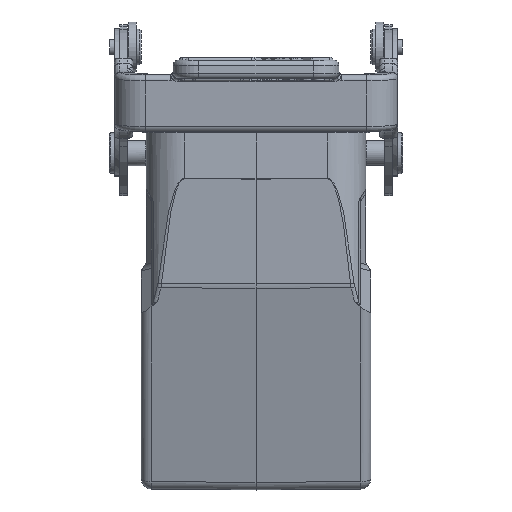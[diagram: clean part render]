
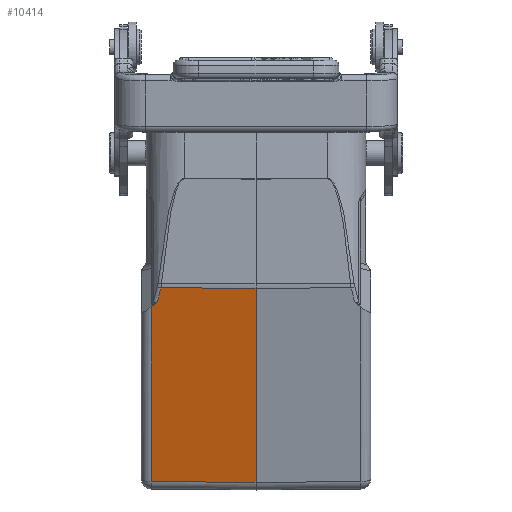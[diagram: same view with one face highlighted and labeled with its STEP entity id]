
A CAD part, left-side view. The second image highlights one B-rep face of the part: STEP entity #10414.
In plain terms, the highlighted planar face has unit normal (-0.966, 0.009, -0.259).
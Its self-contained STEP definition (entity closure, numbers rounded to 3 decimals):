
#8573=PLANE('',#37418);
#10414=ADVANCED_FACE('',(#12298),#8573,.T.);
#12298=FACE_OUTER_BOUND('',#14163,.T.);
#14163=EDGE_LOOP('',(#27650,#27651,#27652,#27653,#27654,#27655));
#14520=CIRCLE('',#35892,46.25);
#16223=LINE('',#50190,#18595);
#16311=LINE('',#50780,#18683);
#16318=LINE('',#50864,#18690);
#17444=LINE('',#59672,#19855);
#17445=LINE('',#59674,#19856);
#18595=VECTOR('',#40346,1.);
#18683=VECTOR('',#40650,1.);
#18690=VECTOR('',#40681,1.);
#19855=VECTOR('',#44876,1.);
#19856=VECTOR('',#44879,1.);
#27650=ORIENTED_EDGE('',*,*,#32141,.T.);
#27651=ORIENTED_EDGE('',*,*,#32124,.F.);
#27652=ORIENTED_EDGE('',*,*,#32122,.F.);
#27653=ORIENTED_EDGE('',*,*,#31956,.T.);
#27654=ORIENTED_EDGE('',*,*,#34270,.F.);
#27655=ORIENTED_EDGE('',*,*,#34271,.T.);
#28884=VERTEX_POINT('',#50184);
#28886=VERTEX_POINT('',#50191);
#28992=VERTEX_POINT('',#50781);
#28993=VERTEX_POINT('',#50788);
#29004=VERTEX_POINT('',#50865);
#30340=VERTEX_POINT('',#59669);
#31956=EDGE_CURVE('',#28886,#28884,#16223,.T.);
#32122=EDGE_CURVE('',#28886,#28992,#16311,.T.);
#32124=EDGE_CURVE('',#28992,#28993,#14520,.T.);
#32141=EDGE_CURVE('',#29004,#28993,#16318,.T.);
#34270=EDGE_CURVE('',#30340,#28884,#17444,.T.);
#34271=EDGE_CURVE('',#30340,#29004,#17445,.T.);
#35892=AXIS2_PLACEMENT_3D('',#50787,#40653,#40654);
#37418=AXIS2_PLACEMENT_3D('',#59675,#44880,#44881);
#40346=DIRECTION('',(0.259,0.,-0.966));
#40650=DIRECTION('',(-0.173,-0.765,0.62));
#40653=DIRECTION('',(0.966,-0.009,0.259));
#40654=DIRECTION('',(0.259,0.,-0.966));
#40681=DIRECTION('',(0.009,1.,0.002));
#44876=DIRECTION('',(0.007,1.,0.009));
#44879=DIRECTION('',(-0.259,0.,0.966));
#44880=DIRECTION('',(-0.966,0.009,-0.259));
#44881=DIRECTION('',(-0.259,0.,0.966));
#50184=CARTESIAN_POINT('',(-24.205,20.517,-70.339));
#50190=CARTESIAN_POINT('',(-29.272,20.517,-51.427));
#50191=CARTESIAN_POINT('',(-33.383,20.517,-36.083));
#50780=CARTESIAN_POINT('',(-33.259,21.065,-36.527));
#50781=CARTESIAN_POINT('',(-33.666,19.266,-35.069));
#50787=CARTESIAN_POINT('',(-31.836,-26.185,-43.434));
#50788=CARTESIAN_POINT('',(-34.389,18.655,-32.394));
#50864=CARTESIAN_POINT('',(-34.461,10.273,-32.407));
#50865=CARTESIAN_POINT('',(-34.549,0.,-32.423));
#59669=CARTESIAN_POINT('',(-24.342,0.,-70.518));
#59672=CARTESIAN_POINT('',(-24.272,10.39,-70.427));
#59674=CARTESIAN_POINT('',(-29.445,0.,-51.473));
#59675=CARTESIAN_POINT('',(-29.359,10.259,-51.45));
